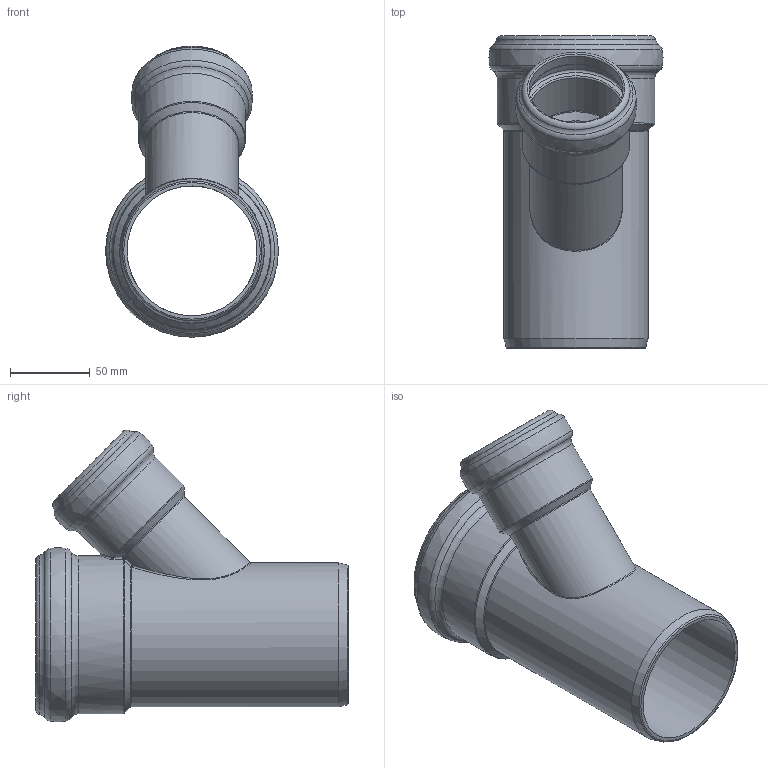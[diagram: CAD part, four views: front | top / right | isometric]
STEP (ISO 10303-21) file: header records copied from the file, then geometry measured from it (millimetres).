
FILE_DESCRIPTION(/* description */ (''),/* implementation_level */ '2;1');
FILE_NAME(/* name */ '334220 SKOLANsafeEA Abzweiger DN_OD 90_58_45°.stp',/* time_stamp */ '2018-01-09T11:01:34+01:00',/* author */ ('user1'),/* organization */ (''),/* preprocessor_version */ 'ST-DEVELOPER v16.1',/* originating_system */ 'Autodesk Inventor 2016',/* authorisation */ '');
FILE_SCHEMA (('AUTOMOTIVE_DESIGN { 1 0 10303 214 3 1 1 }'));
Length unit declared in the file: millimetre
Products named in the file (1): 334220 SKOLANsafeEA Abzweiger DN_OD 90_58_45°
Bounding box: 109.2 x 196 x 183.01 mm (x, y, z)
Volume: 315846.5 mm3; surface area: 146745.6 mm2
Topology: 1 solids, 1 shells, 69 faces, 153 edges, 84 vertices
Faces by surface type: torus 29, bspline 14, cylinder 12, cone 9, sphere 4, plane 1
Full cylindrical faces by diameter (mm): 49.4 x1, 58.5 x1, 59.1 x1, 67.1 x1, 68.3 x1, 81.4 x1, 90.4 x1, 90.8 x1, 91 x1, 99 x1, 101 x1
Entity records: 2376 total; most frequent: CARTESIAN_POINT 1101, DIRECTION 264, ORIENTED_EDGE 206, AXIS2_PLACEMENT_3D 132, EDGE_LOOP 114, EDGE_CURVE 103, VERTEX_POINT 77, CIRCLE 76
